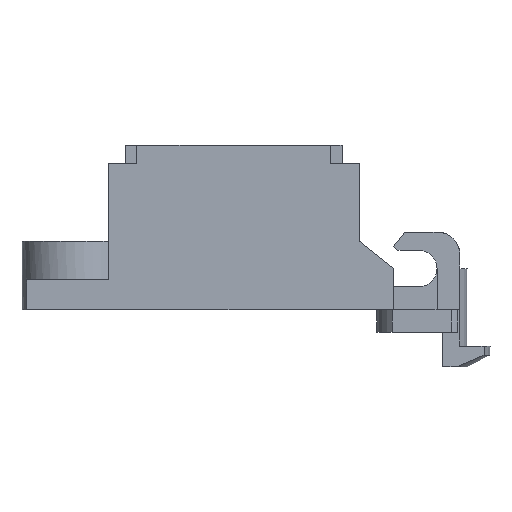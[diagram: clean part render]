
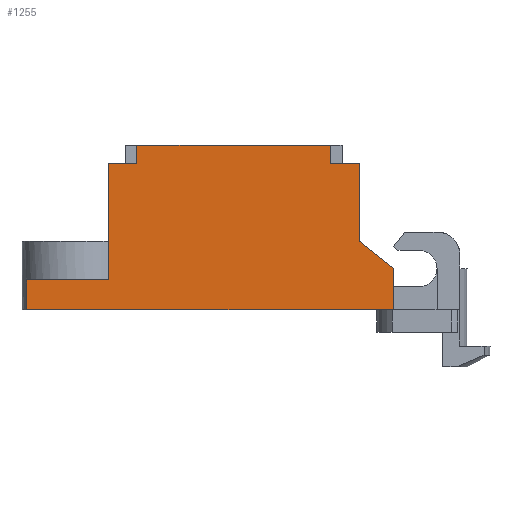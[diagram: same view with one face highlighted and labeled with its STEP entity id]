
A CAD part, left-side view. The second image highlights one B-rep face of the part: STEP entity #1255.
In plain terms, the highlighted planar face has unit normal (-1, 0, 0).
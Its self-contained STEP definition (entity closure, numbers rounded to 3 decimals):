
#156 = VERTEX_POINT('',#157);
#157 = CARTESIAN_POINT('',(-3.5,9.085,0.));
#163 = EDGE_CURVE('',#164,#156,#166,.T.);
#164 = VERTEX_POINT('',#165);
#165 = CARTESIAN_POINT('',(-3.5,-7.,0.));
#166 = LINE('',#167,#168);
#167 = CARTESIAN_POINT('',(-3.5,-5.891,0.));
#168 = VECTOR('',#169,1.);
#169 = DIRECTION('',(0.,1.,0.));
#1205 = EDGE_CURVE('',#1206,#164,#1208,.T.);
#1206 = VERTEX_POINT('',#1207);
#1207 = CARTESIAN_POINT('',(-3.5,-7.,1.8));
#1208 = LINE('',#1209,#1210);
#1209 = CARTESIAN_POINT('',(-3.5,-7.,-7.));
#1210 = VECTOR('',#1211,1.);
#1211 = DIRECTION('',(0.,0.,-1.));
#1255 = ADVANCED_FACE('',(#1256),#1338,.T.);
#1256 = FACE_BOUND('',#1257,.T.);
#1257 = EDGE_LOOP('',(#1258,#1268,#1276,#1284,#1292,#1300,#1308,#1316,
    #1324,#1330,#1331,#1332));
#1258 = ORIENTED_EDGE('',*,*,#1259,.F.);
#1259 = EDGE_CURVE('',#1260,#1262,#1264,.T.);
#1260 = VERTEX_POINT('',#1261);
#1261 = CARTESIAN_POINT('',(-3.5,-5.5,6.4));
#1262 = VERTEX_POINT('',#1263);
#1263 = CARTESIAN_POINT('',(-3.5,-5.5,3.));
#1264 = LINE('',#1265,#1266);
#1265 = CARTESIAN_POINT('',(-3.5,-5.5,0.982));
#1266 = VECTOR('',#1267,1.);
#1267 = DIRECTION('',(-0.,0.,-1.));
#1268 = ORIENTED_EDGE('',*,*,#1269,.T.);
#1269 = EDGE_CURVE('',#1260,#1270,#1272,.T.);
#1270 = VERTEX_POINT('',#1271);
#1271 = CARTESIAN_POINT('',(-3.5,-4.25,6.4));
#1272 = LINE('',#1273,#1274);
#1273 = CARTESIAN_POINT('',(-3.5,-6.568,6.4));
#1274 = VECTOR('',#1275,1.);
#1275 = DIRECTION('',(0.,1.,0.));
#1276 = ORIENTED_EDGE('',*,*,#1277,.T.);
#1277 = EDGE_CURVE('',#1270,#1278,#1280,.T.);
#1278 = VERTEX_POINT('',#1279);
#1279 = CARTESIAN_POINT('',(-3.5,-4.25,7.2));
#1280 = LINE('',#1281,#1282);
#1281 = CARTESIAN_POINT('',(-3.5,-4.25,0.7));
#1282 = VECTOR('',#1283,1.);
#1283 = DIRECTION('',(0.,0.,1.));
#1284 = ORIENTED_EDGE('',*,*,#1285,.T.);
#1285 = EDGE_CURVE('',#1278,#1286,#1288,.T.);
#1286 = VERTEX_POINT('',#1287);
#1287 = CARTESIAN_POINT('',(-3.5,4.25,7.2));
#1288 = LINE('',#1289,#1290);
#1289 = CARTESIAN_POINT('',(-3.5,-13.135,7.2));
#1290 = VECTOR('',#1291,1.);
#1291 = DIRECTION('',(0.,1.,0.));
#1292 = ORIENTED_EDGE('',*,*,#1293,.F.);
#1293 = EDGE_CURVE('',#1294,#1286,#1296,.T.);
#1294 = VERTEX_POINT('',#1295);
#1295 = CARTESIAN_POINT('',(-3.5,4.25,6.4));
#1296 = LINE('',#1297,#1298);
#1297 = CARTESIAN_POINT('',(-3.5,4.25,0.7));
#1298 = VECTOR('',#1299,1.);
#1299 = DIRECTION('',(0.,0.,1.));
#1300 = ORIENTED_EDGE('',*,*,#1301,.T.);
#1301 = EDGE_CURVE('',#1294,#1302,#1304,.T.);
#1302 = VERTEX_POINT('',#1303);
#1303 = CARTESIAN_POINT('',(-3.5,5.5,6.4));
#1304 = LINE('',#1305,#1306);
#1305 = CARTESIAN_POINT('',(-3.5,-6.568,6.4));
#1306 = VECTOR('',#1307,1.);
#1307 = DIRECTION('',(0.,1.,0.));
#1308 = ORIENTED_EDGE('',*,*,#1309,.F.);
#1309 = EDGE_CURVE('',#1310,#1302,#1312,.T.);
#1310 = VERTEX_POINT('',#1311);
#1311 = CARTESIAN_POINT('',(-3.5,5.5,1.3));
#1312 = LINE('',#1313,#1314);
#1313 = CARTESIAN_POINT('',(-3.5,5.5,-7.5));
#1314 = VECTOR('',#1315,1.);
#1315 = DIRECTION('',(0.,0.,1.));
#1316 = ORIENTED_EDGE('',*,*,#1317,.T.);
#1317 = EDGE_CURVE('',#1310,#1318,#1320,.T.);
#1318 = VERTEX_POINT('',#1319);
#1319 = CARTESIAN_POINT('',(-3.5,9.085,1.3));
#1320 = LINE('',#1321,#1322);
#1321 = CARTESIAN_POINT('',(-3.5,-3.275,1.3));
#1322 = VECTOR('',#1323,1.);
#1323 = DIRECTION('',(0.,1.,0.));
#1324 = ORIENTED_EDGE('',*,*,#1325,.T.);
#1325 = EDGE_CURVE('',#1318,#156,#1326,.T.);
#1326 = LINE('',#1327,#1328);
#1327 = CARTESIAN_POINT('',(-3.5,9.085,-7.5));
#1328 = VECTOR('',#1329,1.);
#1329 = DIRECTION('',(0.,0.,-1.));
#1330 = ORIENTED_EDGE('',*,*,#163,.F.);
#1331 = ORIENTED_EDGE('',*,*,#1205,.F.);
#1332 = ORIENTED_EDGE('',*,*,#1333,.F.);
#1333 = EDGE_CURVE('',#1262,#1206,#1334,.T.);
#1334 = LINE('',#1335,#1336);
#1335 = CARTESIAN_POINT('',(-3.5,-10.529,-1.023));
#1336 = VECTOR('',#1337,1.);
#1337 = DIRECTION('',(-0.,-0.781,-0.625));
#1338 = PLANE('',#1339);
#1339 = AXIS2_PLACEMENT_3D('',#1340,#1341,#1342);
#1340 = CARTESIAN_POINT('',(-3.5,-13.135,-5.));
#1341 = DIRECTION('',(-1.,0.,0.));
#1342 = DIRECTION('',(0.,1.,0.));
